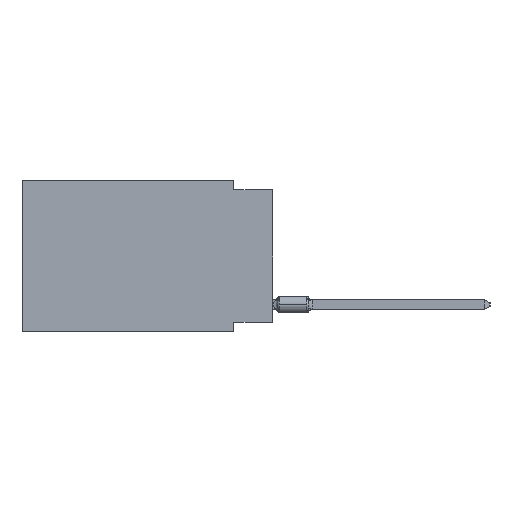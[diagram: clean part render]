
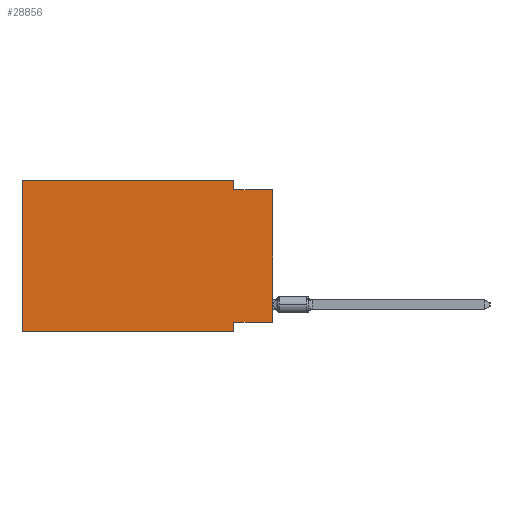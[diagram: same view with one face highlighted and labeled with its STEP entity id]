
A CAD part, left-side view. The second image highlights one B-rep face of the part: STEP entity #28856.
In plain terms, the highlighted planar face has unit normal (-1, 0, 0).
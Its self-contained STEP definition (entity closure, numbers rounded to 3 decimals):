
#516 = VECTOR ( 'NONE', #29577, 1000. ) ;
#563 = PLANE ( 'NONE',  #19420 ) ;
#878 = DIRECTION ( 'NONE',  ( 0., 0., -1. ) ) ;
#2657 = LINE ( 'NONE', #28790, #25311 ) ;
#2994 = EDGE_CURVE ( 'NONE', #15827, #28072, #28418, .T. ) ;
#3074 = ORIENTED_EDGE ( 'NONE', *, *, #16341, .F. ) ;
#3123 = DIRECTION ( 'NONE',  ( 0., 0., 1. ) ) ;
#3408 = CARTESIAN_POINT ( 'NONE',  ( 0., 0., -9.271 ) ) ;
#3720 = DIRECTION ( 'NONE',  ( 0., 0., 1. ) ) ;
#4111 = VERTEX_POINT ( 'NONE', #4684 ) ;
#4177 = ORIENTED_EDGE ( 'NONE', *, *, #17469, .F. ) ;
#4377 = ORIENTED_EDGE ( 'NONE', *, *, #12906, .T. ) ;
#4684 = CARTESIAN_POINT ( 'NONE',  ( 0., 16.383, -9.906 ) ) ;
#4979 = DIRECTION ( 'NONE',  ( 0., 0., -1. ) ) ;
#4998 = CARTESIAN_POINT ( 'NONE',  ( 0., 16.383, 0. ) ) ;
#5234 = CARTESIAN_POINT ( 'NONE',  ( 0., 0., -9.271 ) ) ;
#5964 = DIRECTION ( 'NONE',  ( 0., -1., 0. ) ) ;
#6878 = DIRECTION ( 'NONE',  ( 0., 0., -1. ) ) ;
#7490 = VECTOR ( 'NONE', #20994, 1000. ) ;
#7775 = LINE ( 'NONE', #21979, #28487 ) ;
#7848 = FACE_OUTER_BOUND ( 'NONE', #9177, .T. ) ;
#9132 = VERTEX_POINT ( 'NONE', #4998 ) ;
#9167 = EDGE_CURVE ( 'NONE', #4111, #9132, #7775, .T. ) ;
#9177 = EDGE_LOOP ( 'NONE', ( #19363, #12767, #4177, #22238, #27633, #4377, #3074, #15796 ) ) ;
#11468 = EDGE_CURVE ( 'NONE', #9132, #11527, #17706, .T. ) ;
#11527 = VERTEX_POINT ( 'NONE', #13712 ) ;
#12561 = EDGE_CURVE ( 'NONE', #17782, #20949, #29349, .T. ) ;
#12595 = VERTEX_POINT ( 'NONE', #22836 ) ;
#12767 = ORIENTED_EDGE ( 'NONE', *, *, #2994, .F. ) ;
#12906 = EDGE_CURVE ( 'NONE', #4111, #12595, #22450, .T. ) ;
#13298 = EDGE_CURVE ( 'NONE', #17782, #28072, #29544, .T. ) ;
#13712 = CARTESIAN_POINT ( 'NONE',  ( 0., 2.54, 0. ) ) ;
#14344 = VECTOR ( 'NONE', #21907, 1000. ) ;
#14518 = VECTOR ( 'NONE', #6878, 1000. ) ;
#15796 = ORIENTED_EDGE ( 'NONE', *, *, #12561, .F. ) ;
#15827 = VERTEX_POINT ( 'NONE', #27736 ) ;
#16341 = EDGE_CURVE ( 'NONE', #20949, #12595, #2657, .T. ) ;
#17469 = EDGE_CURVE ( 'NONE', #11527, #15827, #18614, .T. ) ;
#17706 = LINE ( 'NONE', #27145, #24609 ) ;
#17708 = CARTESIAN_POINT ( 'NONE',  ( 0., 2.54, -9.271 ) ) ;
#17782 = VERTEX_POINT ( 'NONE', #3408 ) ;
#18614 = LINE ( 'NONE', #25585, #14518 ) ;
#19363 = ORIENTED_EDGE ( 'NONE', *, *, #13298, .T. ) ;
#19420 = AXIS2_PLACEMENT_3D ( 'NONE', #21463, #21610, #878 ) ;
#20949 = VERTEX_POINT ( 'NONE', #17708 ) ;
#20994 = DIRECTION ( 'NONE',  ( 0., -1., 0. ) ) ;
#21463 = CARTESIAN_POINT ( 'NONE',  ( 0., 16.383, 0. ) ) ;
#21579 = CARTESIAN_POINT ( 'NONE',  ( 0., 0., -0.635 ) ) ;
#21610 = DIRECTION ( 'NONE',  ( 1., 0., 0. ) ) ;
#21907 = DIRECTION ( 'NONE',  ( 0., 1., 0. ) ) ;
#21979 = CARTESIAN_POINT ( 'NONE',  ( 0., 16.383, 0. ) ) ;
#22130 = CARTESIAN_POINT ( 'NONE',  ( 0., 16.383, -9.906 ) ) ;
#22238 = ORIENTED_EDGE ( 'NONE', *, *, #11468, .F. ) ;
#22450 = LINE ( 'NONE', #22130, #516 ) ;
#22836 = CARTESIAN_POINT ( 'NONE',  ( 0., 2.54, -9.906 ) ) ;
#23174 = CARTESIAN_POINT ( 'NONE',  ( 0., 0., -0.635 ) ) ;
#24431 = CARTESIAN_POINT ( 'NONE',  ( 0., 0., 0. ) ) ;
#24609 = VECTOR ( 'NONE', #5964, 1000. ) ;
#24723 = VECTOR ( 'NONE', #3720, 1000. ) ;
#25311 = VECTOR ( 'NONE', #4979, 1000. ) ;
#25585 = CARTESIAN_POINT ( 'NONE',  ( 0., 2.54, 0. ) ) ;
#27145 = CARTESIAN_POINT ( 'NONE',  ( 0., 16.383, 0. ) ) ;
#27633 = ORIENTED_EDGE ( 'NONE', *, *, #9167, .F. ) ;
#27736 = CARTESIAN_POINT ( 'NONE',  ( 0., 2.54, -0.635 ) ) ;
#28072 = VERTEX_POINT ( 'NONE', #23174 ) ;
#28418 = LINE ( 'NONE', #21579, #7490 ) ;
#28487 = VECTOR ( 'NONE', #3123, 1000. ) ;
#28790 = CARTESIAN_POINT ( 'NONE',  ( 0., 2.54, -9.906 ) ) ;
#28856 = ADVANCED_FACE ( 'NONE', ( #7848 ), #563, .F. ) ;
#29349 = LINE ( 'NONE', #5234, #14344 ) ;
#29544 = LINE ( 'NONE', #24431, #24723 ) ;
#29577 = DIRECTION ( 'NONE',  ( 0., -1., 0. ) ) ;
